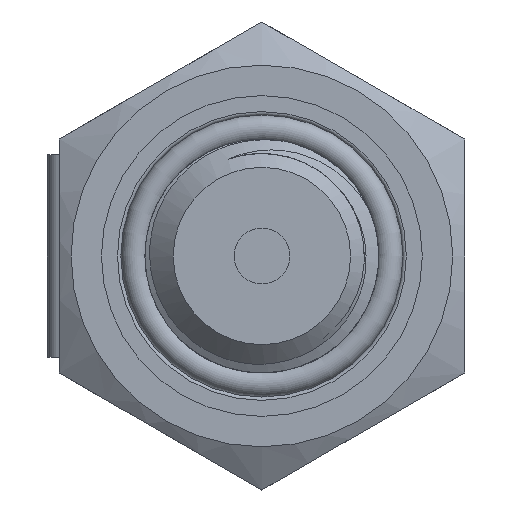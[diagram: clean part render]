
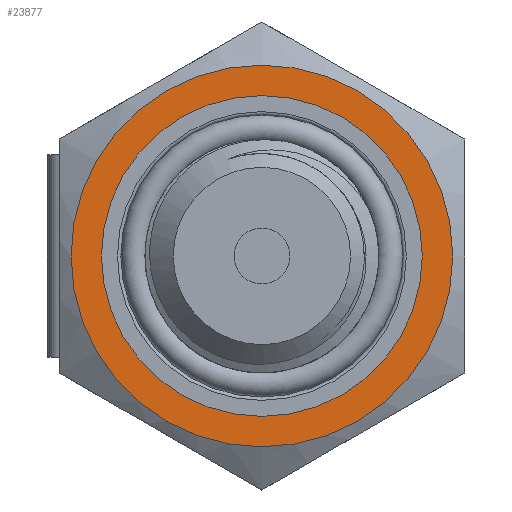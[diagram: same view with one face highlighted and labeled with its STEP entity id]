
A CAD part, left-side view. The second image highlights one B-rep face of the part: STEP entity #23877.
In plain terms, the highlighted planar face has unit normal (-1, 0, 0).
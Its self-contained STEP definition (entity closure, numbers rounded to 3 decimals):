
#290=FACE_BOUND('',#3071,.T.);
#413=PLANE('',#25205);
#1679=FACE_OUTER_BOUND('',#3070,.T.);
#3070=EDGE_LOOP('',(#17743));
#3071=EDGE_LOOP('',(#17744));
#4291=CIRCLE('',#25172,11.3);
#4308=CIRCLE('',#25204,9.5);
#10531=VERTEX_POINT('',#41899);
#10548=VERTEX_POINT('',#42720);
#13188=EDGE_CURVE('',#10531,#10531,#4291,.T.);
#13221=EDGE_CURVE('',#10548,#10548,#4308,.T.);
#17743=ORIENTED_EDGE('',*,*,#13188,.T.);
#17744=ORIENTED_EDGE('',*,*,#13221,.T.);
#23877=ADVANCED_FACE('',(#1679,#290),#413,.T.);
#25172=AXIS2_PLACEMENT_3D('',#41901,#27678,#27679);
#25204=AXIS2_PLACEMENT_3D('',#42721,#27751,#27752);
#25205=AXIS2_PLACEMENT_3D('',#42723,#27754,#27755);
#27678=DIRECTION('center_axis',(-1.,0.,0.));
#27679=DIRECTION('ref_axis',(0.,1.,0.));
#27751=DIRECTION('center_axis',(1.,0.,0.));
#27752=DIRECTION('ref_axis',(0.,0.,-1.));
#27754=DIRECTION('center_axis',(-1.,0.,0.));
#27755=DIRECTION('ref_axis',(0.,0.,1.));
#41899=CARTESIAN_POINT('',(14.,-11.3,0.));
#41901=CARTESIAN_POINT('Origin',(14.,0.,0.));
#42720=CARTESIAN_POINT('',(14.,-9.5,0.));
#42721=CARTESIAN_POINT('Origin',(14.,0.,0.));
#42723=CARTESIAN_POINT('Origin',(14.,12.,0.));
